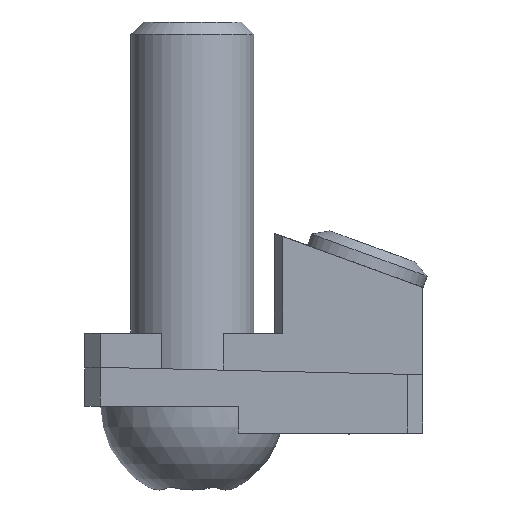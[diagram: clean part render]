
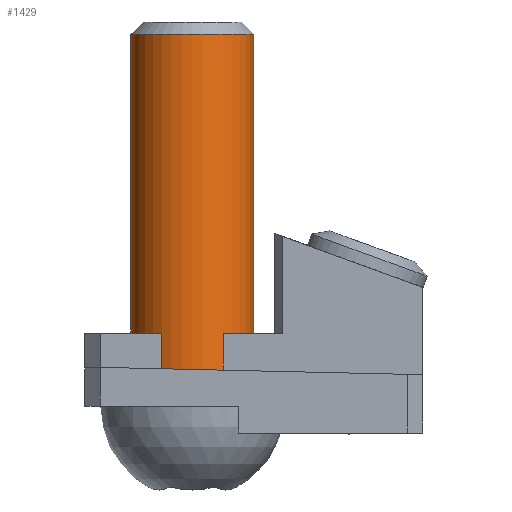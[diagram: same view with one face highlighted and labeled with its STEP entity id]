
A CAD part, left-side view. The second image highlights one B-rep face of the part: STEP entity #1429.
In plain terms, the highlighted cylindrical face has radius 4 mm (diameter 8 mm), a full revolution.
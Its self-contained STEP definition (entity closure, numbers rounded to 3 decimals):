
#53=CYLINDRICAL_SURFACE('',#1567,4.);
#136=FACE_OUTER_BOUND('',#217,.T.);
#217=EDGE_LOOP('',(#1259,#1260,#1261,#1262,#1263));
#270=CIRCLE('',#1560,4.);
#272=CIRCLE('',#1564,4.);
#273=CIRCLE('',#1565,4.);
#400=LINE('',#2389,#543);
#543=VECTOR('',#1951,4.);
#677=VERTEX_POINT('',#2376);
#678=VERTEX_POINT('',#2381);
#679=VERTEX_POINT('',#2382);
#871=EDGE_CURVE('',#677,#677,#270,.T.);
#873=EDGE_CURVE('',#678,#679,#272,.T.);
#874=EDGE_CURVE('',#679,#678,#273,.T.);
#877=EDGE_CURVE('',#677,#679,#400,.T.);
#1259=ORIENTED_EDGE('',*,*,#871,.T.);
#1260=ORIENTED_EDGE('',*,*,#877,.T.);
#1261=ORIENTED_EDGE('',*,*,#873,.F.);
#1262=ORIENTED_EDGE('',*,*,#874,.F.);
#1263=ORIENTED_EDGE('',*,*,#877,.F.);
#1429=ADVANCED_FACE('',(#136),#53,.T.);
#1560=AXIS2_PLACEMENT_3D('',#2377,#1934,#1935);
#1564=AXIS2_PLACEMENT_3D('',#2383,#1942,#1943);
#1565=AXIS2_PLACEMENT_3D('',#2384,#1944,#1945);
#1567=AXIS2_PLACEMENT_3D('',#2388,#1949,#1950);
#1934=DIRECTION('center_axis',(0.,0.,
1.));
#1935=DIRECTION('ref_axis',(0.,1.,0.));
#1942=DIRECTION('center_axis',(0.,0.,
1.));
#1943=DIRECTION('ref_axis',(0.,-1.,0.));
#1944=DIRECTION('center_axis',(0.,0.,
1.));
#1945=DIRECTION('ref_axis',(0.,-1.,0.));
#1949=DIRECTION('center_axis',(0.,0.,
-1.));
#1950=DIRECTION('ref_axis',(0.,1.,0.));
#1951=DIRECTION('',(0.,0.,1.));
#2376=CARTESIAN_POINT('',(-125.642,21.19,-2.391));
#2377=CARTESIAN_POINT('Origin',(-125.642,25.19,-2.391));
#2381=CARTESIAN_POINT('',(-125.642,29.19,21.809));
#2382=CARTESIAN_POINT('',(-125.642,21.19,21.809));
#2383=CARTESIAN_POINT('Origin',(-125.642,25.19,21.809));
#2384=CARTESIAN_POINT('Origin',(-125.642,25.19,21.809));
#2388=CARTESIAN_POINT('Origin',(-125.642,25.19,22.609));
#2389=CARTESIAN_POINT('',(-125.642,21.19,22.609));
